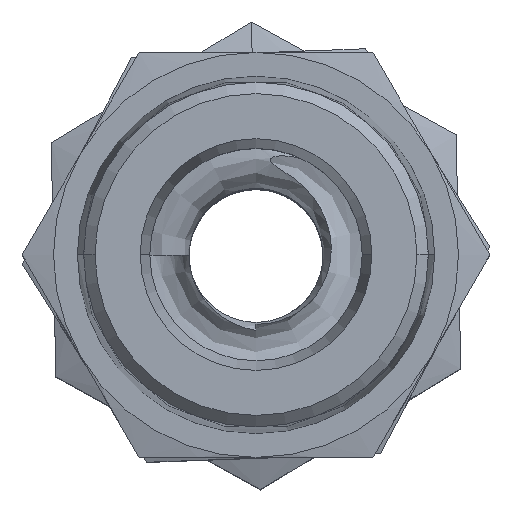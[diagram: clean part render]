
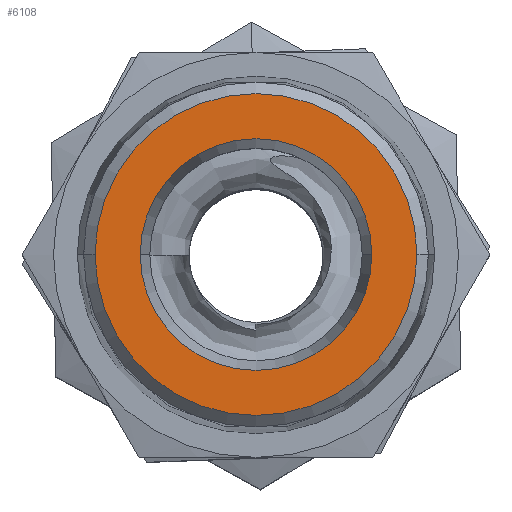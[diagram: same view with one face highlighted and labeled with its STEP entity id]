
A CAD part, top view. The second image highlights one B-rep face of the part: STEP entity #6108.
In plain terms, the highlighted planar face has unit normal (0, 0, 1).
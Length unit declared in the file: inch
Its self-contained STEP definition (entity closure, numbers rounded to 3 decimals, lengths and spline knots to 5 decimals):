
#165 = DIRECTION ( 'NONE',  ( 0., 0., -1. ) ) ;
#397 = VERTEX_POINT ( 'NONE', #2206 ) ;
#448 = EDGE_CURVE ( 'NONE', #8949, #397, #2720, .T. ) ;
#1126 = DIRECTION ( 'NONE',  ( 1., 0., 0. ) ) ;
#1209 = CARTESIAN_POINT ( 'NONE',  ( -0.44696, 0., 0.6097 ) ) ;
#1241 = FACE_OUTER_BOUND ( 'NONE', #5468, .T. ) ;
#1548 = CIRCLE ( 'NONE', #3929, 0.44696 ) ;
#1778 = CARTESIAN_POINT ( 'NONE',  ( 0., 0., 0.6097 ) ) ;
#2206 = CARTESIAN_POINT ( 'NONE',  ( -0.32179, 0., 0.6097 ) ) ;
#2499 = CIRCLE ( 'NONE', #5033, 0.32179 ) ;
#2534 = AXIS2_PLACEMENT_3D ( 'NONE', #5860, #165, #2548 ) ;
#2548 = DIRECTION ( 'NONE',  ( 1., 0., 0. ) ) ;
#2720 = CIRCLE ( 'NONE', #2534, 0.32179 ) ;
#2892 = EDGE_CURVE ( 'NONE', #8496, #3291, #5340, .T. ) ;
#3028 = EDGE_CURVE ( 'NONE', #3291, #8496, #1548, .T. ) ;
#3063 = ORIENTED_EDGE ( 'NONE', *, *, #3028, .T. ) ;
#3291 = VERTEX_POINT ( 'NONE', #1209 ) ;
#3352 = EDGE_CURVE ( 'NONE', #397, #8949, #2499, .T. ) ;
#3513 = EDGE_LOOP ( 'NONE', ( #7463, #5765 ) ) ;
#3929 = AXIS2_PLACEMENT_3D ( 'NONE', #4722, #7116, #5793 ) ;
#4065 = DIRECTION ( 'NONE',  ( 1., 0., 0. ) ) ;
#4573 = AXIS2_PLACEMENT_3D ( 'NONE', #9344, #4644, #8973 ) ;
#4644 = DIRECTION ( 'NONE',  ( 0., 0., 1. ) ) ;
#4722 = CARTESIAN_POINT ( 'NONE',  ( 0., 0., 0.6097 ) ) ;
#4856 = PLANE ( 'NONE',  #8956 ) ;
#5033 = AXIS2_PLACEMENT_3D ( 'NONE', #1778, #6037, #1126 ) ;
#5057 = FACE_BOUND ( 'NONE', #3513, .T. ) ;
#5340 = CIRCLE ( 'NONE', #4573, 0.44696 ) ;
#5468 = EDGE_LOOP ( 'NONE', ( #7606, #3063 ) ) ;
#5516 = DIRECTION ( 'NONE',  ( 0., 0., -1. ) ) ;
#5765 = ORIENTED_EDGE ( 'NONE', *, *, #448, .T. ) ;
#5793 = DIRECTION ( 'NONE',  ( 1., 0., 0. ) ) ;
#5860 = CARTESIAN_POINT ( 'NONE',  ( 0., 0., 0.6097 ) ) ;
#6013 = CARTESIAN_POINT ( 'NONE',  ( 0.32179, 0., 0.6097 ) ) ;
#6037 = DIRECTION ( 'NONE',  ( 0., 0., -1. ) ) ;
#6108 = ADVANCED_FACE ( 'NONE', ( #1241, #5057 ), #4856, .F. ) ;
#6296 = CARTESIAN_POINT ( 'NONE',  ( 0., 0., 0.6097 ) ) ;
#7116 = DIRECTION ( 'NONE',  ( 0., 0., 1. ) ) ;
#7463 = ORIENTED_EDGE ( 'NONE', *, *, #3352, .T. ) ;
#7606 = ORIENTED_EDGE ( 'NONE', *, *, #2892, .T. ) ;
#7964 = CARTESIAN_POINT ( 'NONE',  ( 0.44696, 0., 0.6097 ) ) ;
#8496 = VERTEX_POINT ( 'NONE', #7964 ) ;
#8949 = VERTEX_POINT ( 'NONE', #6013 ) ;
#8956 = AXIS2_PLACEMENT_3D ( 'NONE', #6296, #5516, #4065 ) ;
#8973 = DIRECTION ( 'NONE',  ( 1., 0., 0. ) ) ;
#9344 = CARTESIAN_POINT ( 'NONE',  ( 0., 0., 0.6097 ) ) ;
